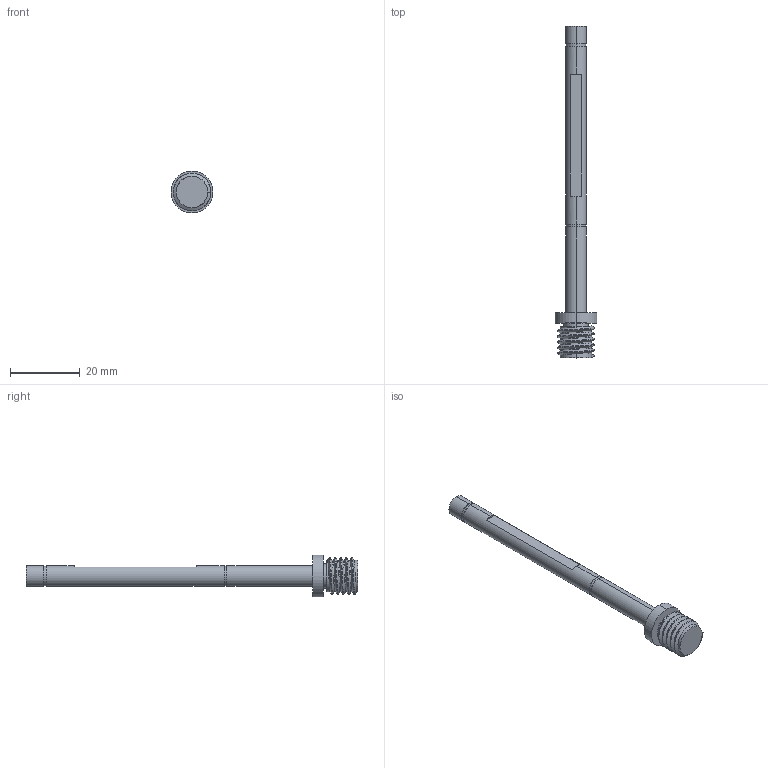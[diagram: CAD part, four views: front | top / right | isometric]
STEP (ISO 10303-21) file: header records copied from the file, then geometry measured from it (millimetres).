
FILE_DESCRIPTION (( 'STEP AP214' ), '1' );
FILE_NAME ('1-4x1.5 RotateAxle.STEP', '2021-05-05T13:39:23', ( '' ), ( '' ), 'SwSTEP 2.0', 'SolidWorks 2019', '' );
FILE_SCHEMA (( 'AUTOMOTIVE_DESIGN' ));
Length unit declared in the file: millimetre
Products named in the file (1): 1-4x1.5 RotateAxle
Bounding box: 12 x 95 x 12 mm (x, y, z)
Volume: 3274.4 mm3; surface area: 2451.7 mm2
Topology: 1 solids, 1 shells, 49 faces, 114 edges, 73 vertices
Faces by surface type: cylinder 29, plane 14, bspline 4, cone 2
Entity records: 2576 total; most frequent: CARTESIAN_POINT 1464, ORIENTED_EDGE 224, DIRECTION 214, EDGE_CURVE 112, AXIS2_PLACEMENT_3D 89, VERTEX_POINT 73, EDGE_LOOP 57, ADVANCED_FACE 49
